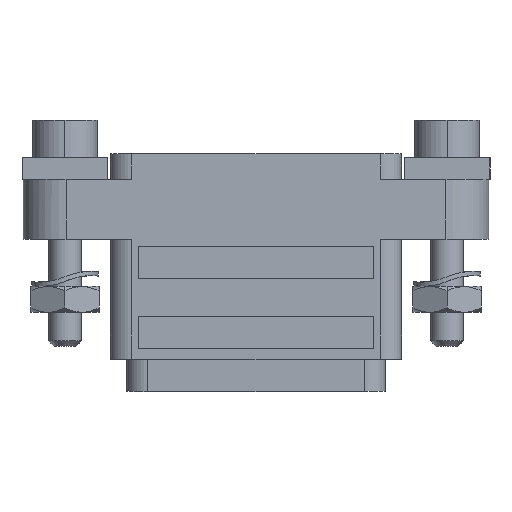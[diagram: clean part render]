
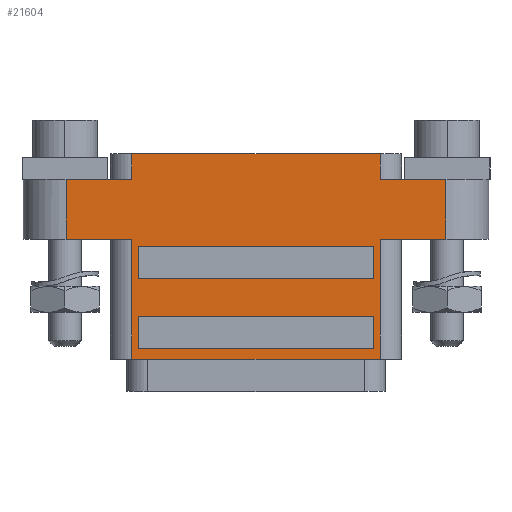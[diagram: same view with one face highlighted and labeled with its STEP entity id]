
A CAD part, front view. The second image highlights one B-rep face of the part: STEP entity #21604.
In plain terms, the highlighted planar face has unit normal (0, -1, 0).
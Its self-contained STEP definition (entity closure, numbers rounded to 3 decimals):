
#847=DIRECTION('',(1.,0.,0.));
#848=VECTOR('',#847,23.2);
#849=CARTESIAN_POINT('',(-11.6,-6.6,0.));
#850=LINE('',#849,#848);
#928=DIRECTION('',(1.,0.,0.));
#929=VECTOR('',#928,6.15);
#930=CARTESIAN_POINT('',(-17.75,-6.6,11.2));
#931=LINE('',#930,#929);
#959=DIRECTION('',(0.,0.,-1.));
#960=VECTOR('',#959,11.2);
#961=CARTESIAN_POINT('',(-11.6,-6.6,11.2));
#962=LINE('',#961,#960);
#963=DIRECTION('',(0.,0.,-1.));
#964=VECTOR('',#963,5.6);
#965=CARTESIAN_POINT('',(-17.75,-6.6,16.8));
#966=LINE('',#965,#964);
#967=DIRECTION('',(0.,0.,-1.));
#968=VECTOR('',#967,2.4);
#969=CARTESIAN_POINT('',(-11.6,-6.6,19.2));
#970=LINE('',#969,#968);
#971=DIRECTION('',(0.,0.,-1.));
#972=VECTOR('',#971,2.4);
#973=CARTESIAN_POINT('',(11.6,-6.6,19.2));
#974=LINE('',#973,#972);
#975=DIRECTION('',(0.,0.,-1.));
#976=VECTOR('',#975,5.6);
#977=CARTESIAN_POINT('',(17.75,-6.6,16.8));
#978=LINE('',#977,#976);
#979=DIRECTION('',(0.,0.,-1.));
#980=VECTOR('',#979,11.2);
#981=CARTESIAN_POINT('',(11.6,-6.6,11.2));
#982=LINE('',#981,#980);
#983=DIRECTION('',(1.,0.,0.));
#984=VECTOR('',#983,22.);
#985=CARTESIAN_POINT('',(-11.,-6.6,1.));
#986=LINE('',#985,#984);
#987=DIRECTION('',(0.,0.,1.));
#988=VECTOR('',#987,3.);
#989=CARTESIAN_POINT('',(11.,-6.6,1.));
#990=LINE('',#989,#988);
#991=DIRECTION('',(-1.,0.,0.));
#992=VECTOR('',#991,22.);
#993=CARTESIAN_POINT('',(11.,-6.6,4.));
#994=LINE('',#993,#992);
#995=DIRECTION('',(0.,0.,-1.));
#996=VECTOR('',#995,3.);
#997=CARTESIAN_POINT('',(-11.,-6.6,4.));
#998=LINE('',#997,#996);
#999=DIRECTION('',(1.,0.,0.));
#1000=VECTOR('',#999,22.);
#1001=CARTESIAN_POINT('',(-11.,-6.6,7.5));
#1002=LINE('',#1001,#1000);
#1003=DIRECTION('',(0.,0.,1.));
#1004=VECTOR('',#1003,3.);
#1005=CARTESIAN_POINT('',(11.,-6.6,7.5));
#1006=LINE('',#1005,#1004);
#1007=DIRECTION('',(-1.,0.,0.));
#1008=VECTOR('',#1007,22.);
#1009=CARTESIAN_POINT('',(11.,-6.6,10.5));
#1010=LINE('',#1009,#1008);
#1011=DIRECTION('',(0.,0.,-1.));
#1012=VECTOR('',#1011,3.);
#1013=CARTESIAN_POINT('',(-11.,-6.6,10.5));
#1014=LINE('',#1013,#1012);
#1078=DIRECTION('',(1.,0.,0.));
#1079=VECTOR('',#1078,6.15);
#1080=CARTESIAN_POINT('',(11.6,-6.6,11.2));
#1081=LINE('',#1080,#1079);
#1174=DIRECTION('',(-1.,0.,0.));
#1175=VECTOR('',#1174,6.15);
#1176=CARTESIAN_POINT('',(17.75,-6.6,16.8));
#1177=LINE('',#1176,#1175);
#1328=DIRECTION('',(1.,0.,0.));
#1329=VECTOR('',#1328,23.2);
#1330=CARTESIAN_POINT('',(-11.6,-6.6,19.2));
#1331=LINE('',#1330,#1329);
#2172=DIRECTION('',(-1.,0.,0.));
#2173=VECTOR('',#2172,6.15);
#2174=CARTESIAN_POINT('',(-11.6,-6.6,16.8));
#2175=LINE('',#2174,#2173);
#17193=CARTESIAN_POINT('',(-11.6,-6.6,0.));
#17195=VERTEX_POINT('',#17193);
#17202=CARTESIAN_POINT('',(11.6,-6.6,0.));
#17204=VERTEX_POINT('',#17202);
#18977=CARTESIAN_POINT('',(-11.6,-6.6,19.2));
#18978=VERTEX_POINT('',#18977);
#18979=CARTESIAN_POINT('',(-11.6,-6.6,16.8));
#18980=VERTEX_POINT('',#18979);
#18981=CARTESIAN_POINT('',(11.6,-6.6,19.2));
#18982=CARTESIAN_POINT('',(11.6,-6.6,16.8));
#18983=VERTEX_POINT('',#18981);
#18984=VERTEX_POINT('',#18982);
#19006=CARTESIAN_POINT('',(17.75,-6.6,11.2));
#19008=VERTEX_POINT('',#19006);
#19009=CARTESIAN_POINT('',(17.75,-6.6,16.8));
#19010=VERTEX_POINT('',#19009);
#19017=CARTESIAN_POINT('',(-17.75,-6.6,11.2));
#19019=VERTEX_POINT('',#19017);
#19021=CARTESIAN_POINT('',(-17.75,-6.6,16.8));
#19022=VERTEX_POINT('',#19021);
#19055=CARTESIAN_POINT('',(-11.6,-6.6,11.2));
#19056=VERTEX_POINT('',#19055);
#19059=CARTESIAN_POINT('',(11.6,-6.6,11.2));
#19060=VERTEX_POINT('',#19059);
#20953=CARTESIAN_POINT('',(-11.,-6.6,1.));
#20954=CARTESIAN_POINT('',(11.,-6.6,1.));
#20955=VERTEX_POINT('',#20953);
#20956=VERTEX_POINT('',#20954);
#20957=CARTESIAN_POINT('',(11.,-6.6,4.));
#20958=VERTEX_POINT('',#20957);
#20959=CARTESIAN_POINT('',(-11.,-6.6,4.));
#20960=VERTEX_POINT('',#20959);
#20961=CARTESIAN_POINT('',(-11.,-6.6,7.5));
#20962=CARTESIAN_POINT('',(11.,-6.6,7.5));
#20963=VERTEX_POINT('',#20961);
#20964=VERTEX_POINT('',#20962);
#20965=CARTESIAN_POINT('',(11.,-6.6,10.5));
#20966=VERTEX_POINT('',#20965);
#20967=CARTESIAN_POINT('',(-11.,-6.6,10.5));
#20968=VERTEX_POINT('',#20967);
#21556=CARTESIAN_POINT('',(-13.6,-6.6,0.));
#21557=DIRECTION('',(0.,-1.,0.));
#21558=DIRECTION('',(1.,0.,0.));
#21559=AXIS2_PLACEMENT_3D('',#21556,#21557,#21558);
#21560=PLANE('',#21559);
#21561=ORIENTED_EDGE('',*,*,#21549,.F.);
#21562=ORIENTED_EDGE('',*,*,#21517,.F.);
#21564=ORIENTED_EDGE('',*,*,#21563,.F.);
#21566=ORIENTED_EDGE('',*,*,#21565,.F.);
#21568=ORIENTED_EDGE('',*,*,#21567,.F.);
#21570=ORIENTED_EDGE('',*,*,#21569,.T.);
#21572=ORIENTED_EDGE('',*,*,#21571,.T.);
#21574=ORIENTED_EDGE('',*,*,#21573,.F.);
#21576=ORIENTED_EDGE('',*,*,#21575,.T.);
#21578=ORIENTED_EDGE('',*,*,#21577,.F.);
#21580=ORIENTED_EDGE('',*,*,#21579,.T.);
#21581=ORIENTED_EDGE('',*,*,#21456,.F.);
#21582=EDGE_LOOP('',(#21561,#21562,#21564,#21566,#21568,#21570,#21572,#21574,
#21576,#21578,#21580,#21581));
#21583=FACE_OUTER_BOUND('',#21582,.F.);
#21585=ORIENTED_EDGE('',*,*,#21584,.T.);
#21587=ORIENTED_EDGE('',*,*,#21586,.T.);
#21589=ORIENTED_EDGE('',*,*,#21588,.T.);
#21591=ORIENTED_EDGE('',*,*,#21590,.T.);
#21592=EDGE_LOOP('',(#21585,#21587,#21589,#21591));
#21593=FACE_BOUND('',#21592,.F.);
#21595=ORIENTED_EDGE('',*,*,#21594,.T.);
#21597=ORIENTED_EDGE('',*,*,#21596,.T.);
#21599=ORIENTED_EDGE('',*,*,#21598,.T.);
#21601=ORIENTED_EDGE('',*,*,#21600,.T.);
#21602=EDGE_LOOP('',(#21595,#21597,#21599,#21601));
#21603=FACE_BOUND('',#21602,.F.);
#21604=ADVANCED_FACE('',(#21583,#21593,#21603),#21560,.T.);
#21456=EDGE_CURVE('',#17195,#17204,#850,.T.);
#21517=EDGE_CURVE('',#19019,#19056,#931,.T.);
#21549=EDGE_CURVE('',#19056,#17195,#962,.T.);
#21563=EDGE_CURVE('',#19022,#19019,#966,.T.);
#21565=EDGE_CURVE('',#18980,#19022,#2175,.T.);
#21567=EDGE_CURVE('',#18978,#18980,#970,.T.);
#21569=EDGE_CURVE('',#18978,#18983,#1331,.T.);
#21571=EDGE_CURVE('',#18983,#18984,#974,.T.);
#21573=EDGE_CURVE('',#19010,#18984,#1177,.T.);
#21575=EDGE_CURVE('',#19010,#19008,#978,.T.);
#21577=EDGE_CURVE('',#19060,#19008,#1081,.T.);
#21579=EDGE_CURVE('',#19060,#17204,#982,.T.);
#21584=EDGE_CURVE('',#20955,#20956,#986,.T.);
#21586=EDGE_CURVE('',#20956,#20958,#990,.T.);
#21588=EDGE_CURVE('',#20958,#20960,#994,.T.);
#21590=EDGE_CURVE('',#20960,#20955,#998,.T.);
#21594=EDGE_CURVE('',#20963,#20964,#1002,.T.);
#21596=EDGE_CURVE('',#20964,#20966,#1006,.T.);
#21598=EDGE_CURVE('',#20966,#20968,#1010,.T.);
#21600=EDGE_CURVE('',#20968,#20963,#1014,.T.);
